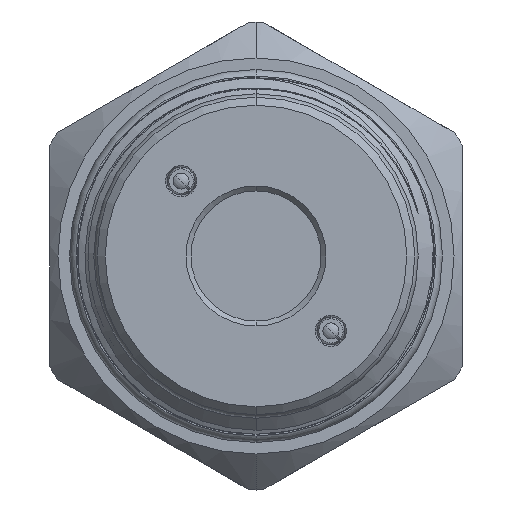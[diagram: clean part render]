
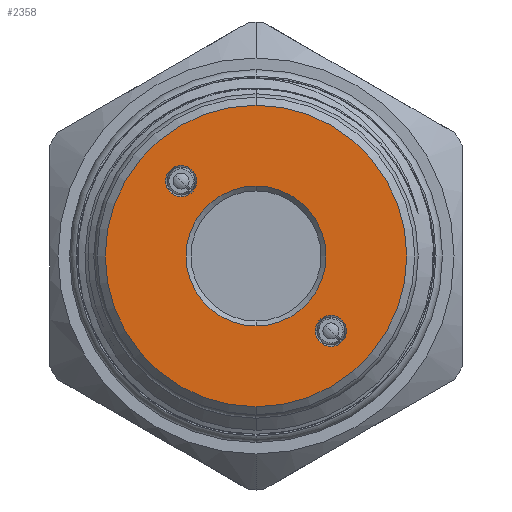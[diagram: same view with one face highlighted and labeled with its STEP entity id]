
A CAD part, left-side view. The second image highlights one B-rep face of the part: STEP entity #2358.
In plain terms, the highlighted planar face has unit normal (-1, 0, 0).
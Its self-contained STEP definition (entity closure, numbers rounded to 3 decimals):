
#1 = DIRECTION ( 'NONE',  ( -1., 0., 0. ) ) ;
#113 = AXIS2_PLACEMENT_3D ( 'NONE', #16749, #2040, #11321 ) ;
#174 = DIRECTION ( 'NONE',  ( 0., 0., -1. ) ) ;
#633 = ORIENTED_EDGE ( 'NONE', *, *, #16007, .F. ) ;
#959 = DIRECTION ( 'NONE',  ( -1., 0., 0. ) ) ;
#1173 = CARTESIAN_POINT ( 'NONE',  ( -7.9, 0., 0. ) ) ;
#1455 = EDGE_LOOP ( 'NONE', ( #5930, #2826 ) ) ;
#1504 = CARTESIAN_POINT ( 'NONE',  ( -7.9, 0., -15.075 ) ) ;
#1533 = DIRECTION ( 'NONE',  ( 0., 0., -1. ) ) ;
#1772 = CARTESIAN_POINT ( 'NONE',  ( -7.9, 0., 7. ) ) ;
#2040 = DIRECTION ( 'NONE',  ( 1., 0., 0. ) ) ;
#2323 = VERTEX_POINT ( 'NONE', #6630 ) ;
#2358 = ADVANCED_FACE ( 'NONE', ( #16867, #6241, #7499, #12078 ), #7975, .F. ) ;
#2686 = DIRECTION ( 'NONE',  ( 1., 0., 0. ) ) ;
#2779 = VERTEX_POINT ( 'NONE', #6734 ) ;
#2826 = ORIENTED_EDGE ( 'NONE', *, *, #8310, .T. ) ;
#3400 = CIRCLE ( 'NONE', #16697, 1.561 ) ;
#3645 = DIRECTION ( 'NONE',  ( -1., 0., 0. ) ) ;
#3647 = DIRECTION ( 'NONE',  ( 0., 0., -1. ) ) ;
#3969 = DIRECTION ( 'NONE',  ( 1., 0., 0. ) ) ;
#4103 = ORIENTED_EDGE ( 'NONE', *, *, #16681, .F. ) ;
#4140 = DIRECTION ( 'NONE',  ( -1., 0., 0. ) ) ;
#4569 = DIRECTION ( 'NONE',  ( 0., 0., -1. ) ) ;
#4630 = CARTESIAN_POINT ( 'NONE',  ( -7.9, -7.495, -7.495 ) ) ;
#4871 = VERTEX_POINT ( 'NONE', #16596 ) ;
#4895 = DIRECTION ( 'NONE',  ( 0., 0., 1. ) ) ;
#5044 = EDGE_CURVE ( 'NONE', #2323, #10979, #5947, .T. ) ;
#5691 = EDGE_CURVE ( 'NONE', #8622, #15770, #16353, .T. ) ;
#5930 = ORIENTED_EDGE ( 'NONE', *, *, #5691, .T. ) ;
#5947 = CIRCLE ( 'NONE', #113, 7. ) ;
#6241 = FACE_BOUND ( 'NONE', #11374, .T. ) ;
#6254 = EDGE_CURVE ( 'NONE', #2779, #15045, #8645, .T. ) ;
#6347 = EDGE_LOOP ( 'NONE', ( #9124, #10623 ) ) ;
#6630 = CARTESIAN_POINT ( 'NONE',  ( -7.9, 0., -7. ) ) ;
#6734 = CARTESIAN_POINT ( 'NONE',  ( -7.9, 7.495, 9.056 ) ) ;
#7122 = CIRCLE ( 'NONE', #7887, 1.561 ) ;
#7350 = CARTESIAN_POINT ( 'NONE',  ( -7.9, -7.495, -9.056 ) ) ;
#7354 = CARTESIAN_POINT ( 'NONE',  ( -7.9, 7.495, 5.935 ) ) ;
#7499 = FACE_OUTER_BOUND ( 'NONE', #1455, .T. ) ;
#7827 = DIRECTION ( 'NONE',  ( 0., 0., 1. ) ) ;
#7887 = AXIS2_PLACEMENT_3D ( 'NONE', #10818, #4140, #174 ) ;
#7975 = PLANE ( 'NONE',  #16812 ) ;
#8310 = EDGE_CURVE ( 'NONE', #15770, #8622, #10040, .T. ) ;
#8622 = VERTEX_POINT ( 'NONE', #1504 ) ;
#8645 = CIRCLE ( 'NONE', #13512, 1.561 ) ;
#8937 = EDGE_CURVE ( 'NONE', #10979, #2323, #10024, .T. ) ;
#8940 = EDGE_CURVE ( 'NONE', #4871, #10221, #7122, .T. ) ;
#8945 = EDGE_LOOP ( 'NONE', ( #633, #13161 ) ) ;
#8977 = CARTESIAN_POINT ( 'NONE',  ( -7.9, 0., 0. ) ) ;
#9124 = ORIENTED_EDGE ( 'NONE', *, *, #8937, .T. ) ;
#9191 = AXIS2_PLACEMENT_3D ( 'NONE', #8977, #959, #3647 ) ;
#9205 = CARTESIAN_POINT ( 'NONE',  ( -7.9, 7.495, 7.495 ) ) ;
#9298 = DIRECTION ( 'NONE',  ( 0., 0., -1. ) ) ;
#10024 = CIRCLE ( 'NONE', #16567, 7. ) ;
#10040 = CIRCLE ( 'NONE', #9191, 15.075 ) ;
#10221 = VERTEX_POINT ( 'NONE', #7350 ) ;
#10493 = DIRECTION ( 'NONE',  ( -1., 0., 0. ) ) ;
#10623 = ORIENTED_EDGE ( 'NONE', *, *, #5044, .T. ) ;
#10738 = CARTESIAN_POINT ( 'NONE',  ( -7.9, 0., 15.075 ) ) ;
#10818 = CARTESIAN_POINT ( 'NONE',  ( -7.9, -7.495, -7.495 ) ) ;
#10979 = VERTEX_POINT ( 'NONE', #1772 ) ;
#11321 = DIRECTION ( 'NONE',  ( 0., 0., -1. ) ) ;
#11374 = EDGE_LOOP ( 'NONE', ( #12610, #4103 ) ) ;
#12078 = FACE_BOUND ( 'NONE', #8945, .T. ) ;
#12610 = ORIENTED_EDGE ( 'NONE', *, *, #6254, .F. ) ;
#13161 = ORIENTED_EDGE ( 'NONE', *, *, #8940, .F. ) ;
#13196 = CIRCLE ( 'NONE', #16798, 1.561 ) ;
#13381 = CARTESIAN_POINT ( 'NONE',  ( -7.9, 0., 0. ) ) ;
#13512 = AXIS2_PLACEMENT_3D ( 'NONE', #14149, #16833, #4895 ) ;
#14149 = CARTESIAN_POINT ( 'NONE',  ( -7.9, 7.495, 7.495 ) ) ;
#14489 = AXIS2_PLACEMENT_3D ( 'NONE', #1173, #1, #9298 ) ;
#14539 = CARTESIAN_POINT ( 'NONE',  ( -7.9, 0., 0. ) ) ;
#15045 = VERTEX_POINT ( 'NONE', #7354 ) ;
#15770 = VERTEX_POINT ( 'NONE', #10738 ) ;
#15885 = DIRECTION ( 'NONE',  ( 0., 0., -1. ) ) ;
#16007 = EDGE_CURVE ( 'NONE', #10221, #4871, #13196, .T. ) ;
#16353 = CIRCLE ( 'NONE', #14489, 15.075 ) ;
#16567 = AXIS2_PLACEMENT_3D ( 'NONE', #13381, #3969, #1533 ) ;
#16596 = CARTESIAN_POINT ( 'NONE',  ( -7.9, -7.495, -5.935 ) ) ;
#16681 = EDGE_CURVE ( 'NONE', #15045, #2779, #3400, .T. ) ;
#16697 = AXIS2_PLACEMENT_3D ( 'NONE', #9205, #10493, #7827 ) ;
#16749 = CARTESIAN_POINT ( 'NONE',  ( -7.9, 0., 0. ) ) ;
#16798 = AXIS2_PLACEMENT_3D ( 'NONE', #4630, #3645, #4569 ) ;
#16812 = AXIS2_PLACEMENT_3D ( 'NONE', #14539, #2686, #15885 ) ;
#16833 = DIRECTION ( 'NONE',  ( -1., 0., 0. ) ) ;
#16867 = FACE_BOUND ( 'NONE', #6347, .T. ) ;
